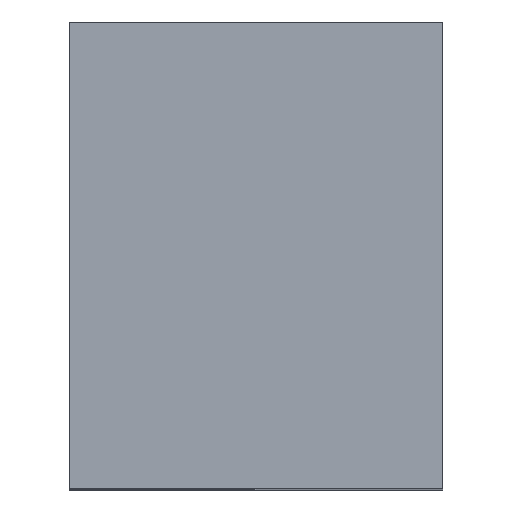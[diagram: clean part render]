
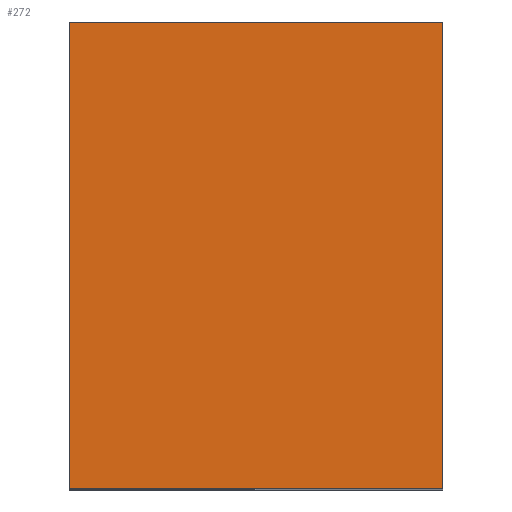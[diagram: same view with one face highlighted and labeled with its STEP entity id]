
A CAD part, top view. The second image highlights one B-rep face of the part: STEP entity #272.
In plain terms, the highlighted planar face has unit normal (0, 0, 1).
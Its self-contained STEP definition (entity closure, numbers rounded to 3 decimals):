
#26=FACE_OUTER_BOUND('',#40,.T.);
#40=EDGE_LOOP('',(#219,#220,#221,#222));
#44=LINE('',#375,#80);
#76=LINE('',#438,#112);
#77=LINE('',#440,#113);
#78=LINE('',#441,#114);
#80=VECTOR('',#308,10.);
#112=VECTOR('',#360,10.);
#113=VECTOR('',#363,10.);
#114=VECTOR('',#364,10.);
#115=VERTEX_POINT('',#371);
#117=VERTEX_POINT('',#374);
#137=VERTEX_POINT('',#434);
#138=VERTEX_POINT('',#436);
#140=EDGE_CURVE('',#115,#117,#44,.T.);
#172=EDGE_CURVE('',#137,#138,#76,.T.);
#173=EDGE_CURVE('',#115,#137,#77,.T.);
#174=EDGE_CURVE('',#117,#138,#78,.T.);
#219=ORIENTED_EDGE('',*,*,#173,.T.);
#220=ORIENTED_EDGE('',*,*,#172,.T.);
#221=ORIENTED_EDGE('',*,*,#174,.F.);
#222=ORIENTED_EDGE('',*,*,#140,.F.);
#258=PLANE('',#300);
#272=ADVANCED_FACE('',(#26),#258,.T.);
#300=AXIS2_PLACEMENT_3D('',#439,#361,#362);
#308=DIRECTION('',(0.,1.,0.));
#360=DIRECTION('',(0.,1.,0.));
#361=DIRECTION('center_axis',(0.,0.,1.));
#362=DIRECTION('ref_axis',(1.,0.,0.));
#363=DIRECTION('',(1.,0.,0.));
#364=DIRECTION('',(1.,0.,0.));
#371=CARTESIAN_POINT('',(0.,0.,0.));
#374=CARTESIAN_POINT('',(0.,5.,0.));
#375=CARTESIAN_POINT('',(0.,0.,0.));
#434=CARTESIAN_POINT('',(4.,0.,0.));
#436=CARTESIAN_POINT('',(4.,5.,0.));
#438=CARTESIAN_POINT('',(4.,0.,0.));
#439=CARTESIAN_POINT('Origin',(0.,0.,0.));
#440=CARTESIAN_POINT('',(0.,0.,0.));
#441=CARTESIAN_POINT('',(0.,5.,0.));
